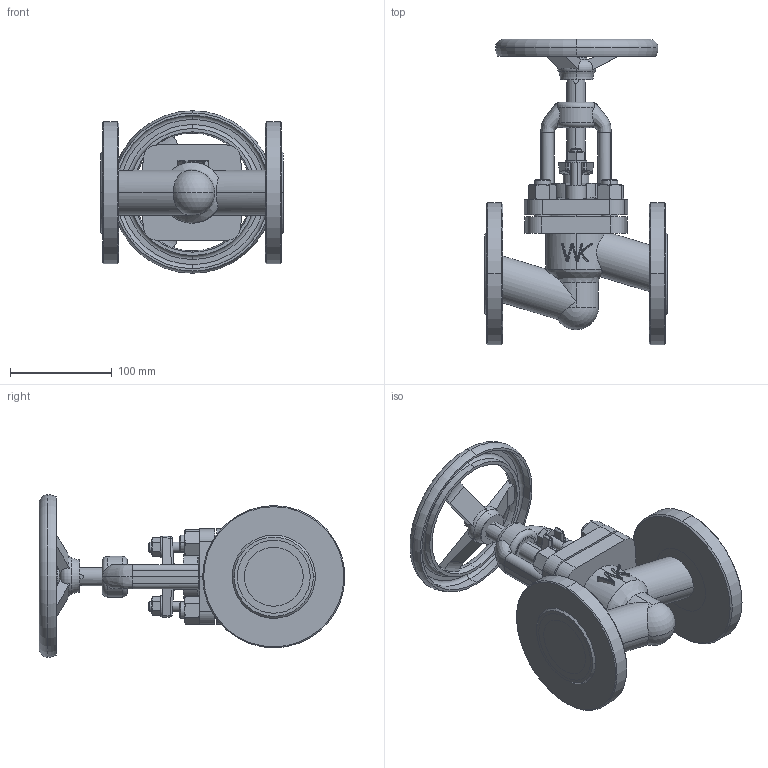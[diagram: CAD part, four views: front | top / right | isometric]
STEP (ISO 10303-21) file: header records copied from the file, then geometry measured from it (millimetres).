
FILE_DESCRIPTION (( 'STEP AP214' ), '1' );
FILE_NAME ('218 DN32 uproszczony.STEP', '2015-06-01T06:47:06', ( '' ), ( '' ), 'SwSTEP 2.0', 'SolidWorks 2015', '' );
FILE_SCHEMA (( 'AUTOMOTIVE_DESIGN' ));
Length unit declared in the file: millimetre
Products named in the file (1): 218 DN32 uproszczony
Bounding box: 180 x 301 x 160 mm (x, y, z)
Volume: 1729225.8 mm3; surface area: 311556.2 mm2
Topology: 35 solids, 35 shells, 656 faces, 1462 edges, 855 vertices
Faces by surface type: plane 229, cylinder 193, cone 110, torus 48, sphere 42, bspline 34
Entity records: 23425 total; most frequent: CARTESIAN_POINT 9090, DIRECTION 2956, ORIENTED_EDGE 2862, EDGE_CURVE 1431, AXIS2_PLACEMENT_3D 1202, VERTEX_POINT 854, EDGE_LOOP 677, FACE_OUTER_BOUND 656
